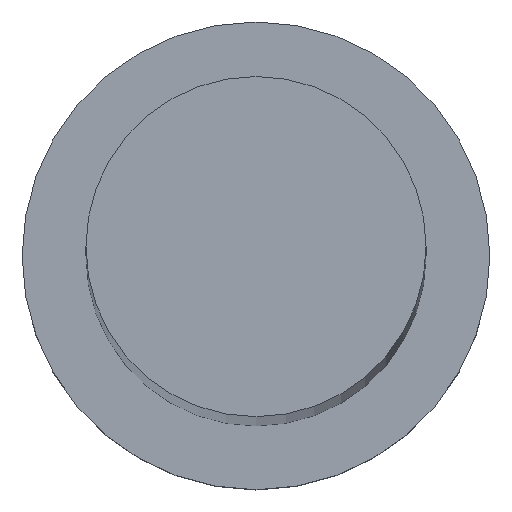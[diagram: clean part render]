
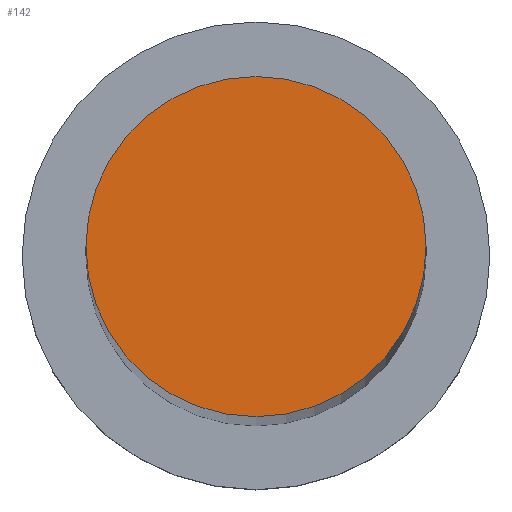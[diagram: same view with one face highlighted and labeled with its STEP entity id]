
A CAD part, top view. The second image highlights one B-rep face of the part: STEP entity #142.
In plain terms, the highlighted planar face has unit normal (0, 0, 1).
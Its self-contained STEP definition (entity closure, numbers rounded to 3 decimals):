
#31 = CARTESIAN_POINT ( 'NONE',  ( 0., 0., 257. ) ) ;
#45 = DIRECTION ( 'NONE',  ( 1., 0., 0. ) ) ;
#47 = DIRECTION ( 'NONE',  ( 1., 0., 0. ) ) ;
#54 = CARTESIAN_POINT ( 'NONE',  ( 8., 0., 257. ) ) ;
#56 = VERTEX_POINT ( 'NONE', #54 ) ;
#72 = ORIENTED_EDGE ( 'NONE', *, *, #156, .T. ) ;
#80 = DIRECTION ( 'NONE',  ( 0., 0., 1. ) ) ;
#90 = CIRCLE ( 'NONE', #231, 8. ) ;
#92 = VERTEX_POINT ( 'NONE', #96 ) ;
#96 = CARTESIAN_POINT ( 'NONE',  ( -8., 0., 257. ) ) ;
#100 = CIRCLE ( 'NONE', #155, 8. ) ;
#111 = DIRECTION ( 'NONE',  ( 0., 0., 1. ) ) ;
#114 = DIRECTION ( 'NONE',  ( 0., 0., 1. ) ) ;
#120 = EDGE_LOOP ( 'NONE', ( #213, #72 ) ) ;
#129 = FACE_OUTER_BOUND ( 'NONE', #120, .T. ) ;
#142 = ADVANCED_FACE ( 'NONE', ( #129 ), #217, .T. ) ;
#155 = AXIS2_PLACEMENT_3D ( 'NONE', #186, #111, #47 ) ;
#156 = EDGE_CURVE ( 'NONE', #56, #92, #90, .T. ) ;
#173 = EDGE_CURVE ( 'NONE', #92, #56, #100, .T. ) ;
#181 = CARTESIAN_POINT ( 'NONE',  ( 0., 0., 257. ) ) ;
#186 = CARTESIAN_POINT ( 'NONE',  ( 0., 0., 257. ) ) ;
#194 = AXIS2_PLACEMENT_3D ( 'NONE', #31, #80, #45 ) ;
#213 = ORIENTED_EDGE ( 'NONE', *, *, #173, .T. ) ;
#215 = DIRECTION ( 'NONE',  ( 1., 0., 0. ) ) ;
#217 = PLANE ( 'NONE',  #194 ) ;
#231 = AXIS2_PLACEMENT_3D ( 'NONE', #181, #114, #215 ) ;
